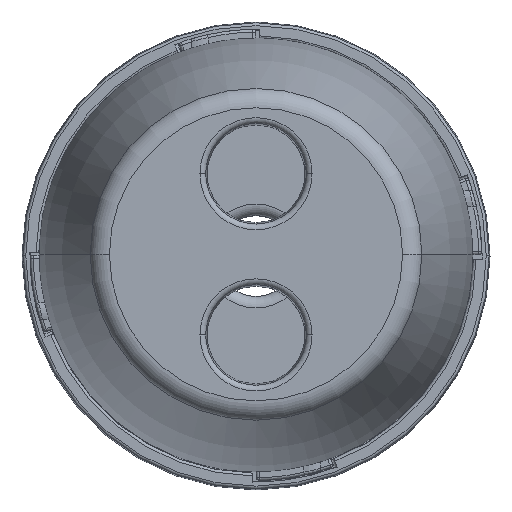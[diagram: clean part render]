
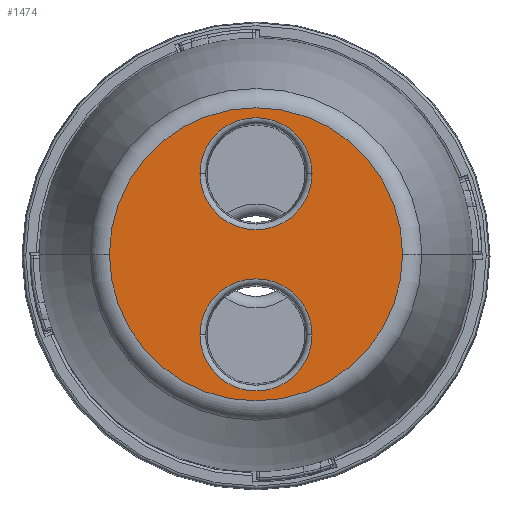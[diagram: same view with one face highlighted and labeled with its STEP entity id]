
A CAD part, top view. The second image highlights one B-rep face of the part: STEP entity #1474.
In plain terms, the highlighted planar face has unit normal (0, 0, 1).
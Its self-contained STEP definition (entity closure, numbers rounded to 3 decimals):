
#105 = AXIS2_PLACEMENT_3D ( 'NONE', #3578, #3579, #3580 ) ;
#106 = AXIS2_PLACEMENT_3D ( 'NONE', #3581, #3582, #3583 ) ;
#108 = AXIS2_PLACEMENT_3D ( 'NONE', #3588, #3589, #3590 ) ;
#129 = AXIS2_PLACEMENT_3D ( 'NONE', #3739, #3740, #3741 ) ;
#139 = AXIS2_PLACEMENT_3D ( 'NONE', #3803, #3804, #3805 ) ;
#144 = AXIS2_PLACEMENT_3D ( 'NONE', #3818, #3819, #3820 ) ;
#175 = AXIS2_PLACEMENT_3D ( 'NONE', #4835, #4832, #4838 ) ;
#1075 = EDGE_CURVE ( 'NONE', #1348, #1357, #1830, .T. ) ;
#1076 = EDGE_CURVE ( 'NONE', #1350, #1340, #1822, .T. ) ;
#1078 = EDGE_CURVE ( 'NONE', #1341, #1342, #1833, .T. ) ;
#1113 = EDGE_CURVE ( 'NONE', #1342, #1341, #4118, .T. ) ;
#1128 = EDGE_CURVE ( 'NONE', #1340, #1350, #4129, .T. ) ;
#1133 = EDGE_CURVE ( 'NONE', #1357, #1348, #4133, .T. ) ;
#1340 = VERTEX_POINT ( 'NONE', #4681 ) ;
#1341 = VERTEX_POINT ( 'NONE', #4682 ) ;
#1342 = VERTEX_POINT ( 'NONE', #4683 ) ;
#1348 = VERTEX_POINT ( 'NONE', #4689 ) ;
#1350 = VERTEX_POINT ( 'NONE', #4691 ) ;
#1357 = VERTEX_POINT ( 'NONE', #4698 ) ;
#1474 = ADVANCED_FACE ( 'NONE', ( #4192, #4189, #4193 ), #4836, .T. ) ;
#1822 = CIRCLE ( 'NONE', #106, 9.734 ) ;
#1830 = CIRCLE ( 'NONE', #105, 9.734 ) ;
#1833 = CIRCLE ( 'NONE', #108, 25.448 ) ;
#3578 = CARTESIAN_POINT ( 'NONE',  ( 0., -13.996, 183. ) ) ;
#3579 = DIRECTION ( 'NONE',  ( 0., 0., -1. ) ) ;
#3580 = DIRECTION ( 'NONE',  ( 1., 0., 0. ) ) ;
#3581 = CARTESIAN_POINT ( 'NONE',  ( 0., 13.996, 183. ) ) ;
#3582 = DIRECTION ( 'NONE',  ( 0., 0., -1. ) ) ;
#3583 = DIRECTION ( 'NONE',  ( 1., 0., 0. ) ) ;
#3588 = CARTESIAN_POINT ( 'NONE',  ( 0., 0., 183. ) ) ;
#3589 = DIRECTION ( 'NONE',  ( 0., 0., -1. ) ) ;
#3590 = DIRECTION ( 'NONE',  ( 1., 0., 0. ) ) ;
#3739 = CARTESIAN_POINT ( 'NONE',  ( 0., 0., 183. ) ) ;
#3740 = DIRECTION ( 'NONE',  ( 0., 0., -1. ) ) ;
#3741 = DIRECTION ( 'NONE',  ( 1., 0., 0. ) ) ;
#3803 = CARTESIAN_POINT ( 'NONE',  ( 0., 13.996, 183. ) ) ;
#3804 = DIRECTION ( 'NONE',  ( 0., 0., -1. ) ) ;
#3805 = DIRECTION ( 'NONE',  ( 1., 0., 0. ) ) ;
#3818 = CARTESIAN_POINT ( 'NONE',  ( 0., -13.996, 183. ) ) ;
#3819 = DIRECTION ( 'NONE',  ( 0., 0., -1. ) ) ;
#3820 = DIRECTION ( 'NONE',  ( 1., 0., 0. ) ) ;
#4118 = CIRCLE ( 'NONE', #129, 25.448 ) ;
#4129 = CIRCLE ( 'NONE', #139, 9.734 ) ;
#4133 = CIRCLE ( 'NONE', #144, 9.734 ) ;
#4189 = FACE_BOUND ( 'NONE', #5278, .T. ) ;
#4192 = FACE_BOUND ( 'NONE', #5729, .T. ) ;
#4193 = FACE_OUTER_BOUND ( 'NONE', #5254, .T. ) ;
#4681 = CARTESIAN_POINT ( 'NONE',  ( -9.734, 13.996, 183. ) ) ;
#4682 = CARTESIAN_POINT ( 'NONE',  ( 25.448, 0., 183. ) ) ;
#4683 = CARTESIAN_POINT ( 'NONE',  ( -25.448, 0., 183. ) ) ;
#4689 = CARTESIAN_POINT ( 'NONE',  ( 9.734, -13.996, 183. ) ) ;
#4691 = CARTESIAN_POINT ( 'NONE',  ( 9.734, 13.996, 183. ) ) ;
#4698 = CARTESIAN_POINT ( 'NONE',  ( -9.734, -13.996, 183. ) ) ;
#4832 = DIRECTION ( 'NONE',  ( 0., 0., 1. ) ) ;
#4835 = CARTESIAN_POINT ( 'NONE',  ( 76.345, -76.345, 183. ) ) ;
#4836 = PLANE ( 'NONE',  #175 ) ;
#4838 = DIRECTION ( 'NONE',  ( 0., 1., 0. ) ) ;
#5254 = EDGE_LOOP ( 'NONE', ( #6695, #6696 ) ) ;
#5278 = EDGE_LOOP ( 'NONE', ( #6693, #6694 ) ) ;
#5729 = EDGE_LOOP ( 'NONE', ( #6691, #6692 ) ) ;
#6691 = ORIENTED_EDGE ( 'NONE', *, *, #1076, .T. ) ;
#6692 = ORIENTED_EDGE ( 'NONE', *, *, #1128, .T. ) ;
#6693 = ORIENTED_EDGE ( 'NONE', *, *, #1075, .T. ) ;
#6694 = ORIENTED_EDGE ( 'NONE', *, *, #1133, .T. ) ;
#6695 = ORIENTED_EDGE ( 'NONE', *, *, #1078, .F. ) ;
#6696 = ORIENTED_EDGE ( 'NONE', *, *, #1113, .F. ) ;
